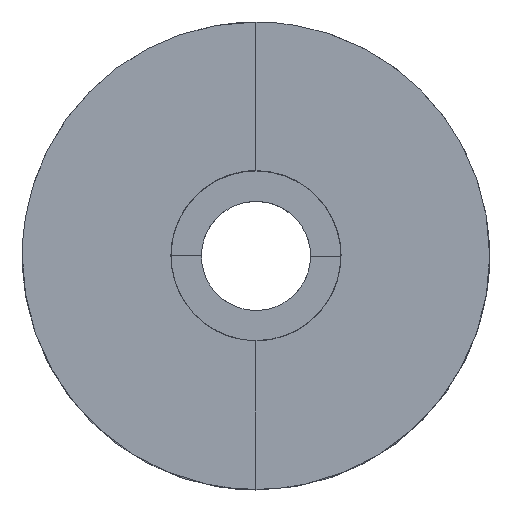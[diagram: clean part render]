
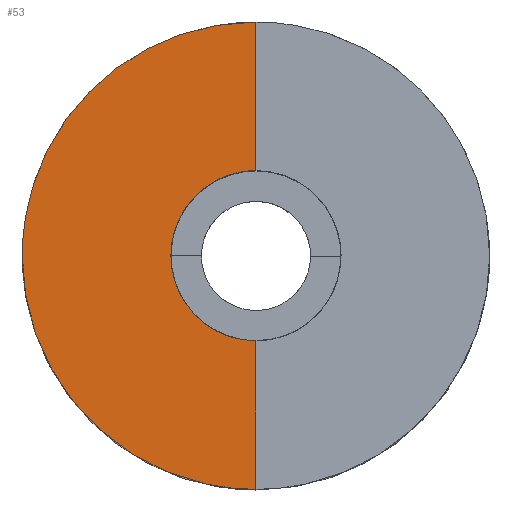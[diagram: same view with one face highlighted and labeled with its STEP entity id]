
A CAD part, top view. The second image highlights one B-rep face of the part: STEP entity #53.
In plain terms, the highlighted free-form (B-spline) face has degree [1, 2] with [2, 5] control points.
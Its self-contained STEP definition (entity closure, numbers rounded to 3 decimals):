
#53=ADVANCED_FACE('',(#75),#826,.T.);
#75=FACE_OUTER_BOUND('',#97,.T.);
#97=EDGE_LOOP('',(#213,#214,#215,#216,#217));
#213=ORIENTED_EDGE('',*,*,#621,.F.);
#214=ORIENTED_EDGE('',*,*,#630,.F.);
#215=ORIENTED_EDGE('',*,*,#603,.F.);
#216=ORIENTED_EDGE('',*,*,#619,.F.);
#217=ORIENTED_EDGE('',*,*,#632,.T.);
#243=(
BOUNDED_CURVE()
B_SPLINE_CURVE(2,(#1311,#1312,#1313),.UNSPECIFIED.,.F.,.F.)
B_SPLINE_CURVE_WITH_KNOTS((3,3),(-242.116,-181.588),
 .UNSPECIFIED.)
CURVE()
GEOMETRIC_REPRESENTATION_ITEM()
RATIONAL_B_SPLINE_CURVE((1.,0.707,1.))
REPRESENTATION_ITEM('')
);
#265=(
BOUNDED_CURVE()
B_SPLINE_CURVE(2,(#1531,#1532,#1533,#1534,#1535),.UNSPECIFIED.,.F.,.F.)
B_SPLINE_CURVE_WITH_KNOTS((3,2,3),(-181.588,-151.322,-121.056),
 .UNSPECIFIED.)
CURVE()
GEOMETRIC_REPRESENTATION_ITEM()
RATIONAL_B_SPLINE_CURVE((1.,0.924,1.,0.924,1.))
REPRESENTATION_ITEM('')
);
#267=(
BOUNDED_CURVE()
B_SPLINE_CURVE(2,(#1585,#1586,#1587,#1588,#1589),.UNSPECIFIED.,.F.,.F.)
B_SPLINE_CURVE_WITH_KNOTS((3,2,3),(-242.116,-181.587,
-121.058),.UNSPECIFIED.)
CURVE()
GEOMETRIC_REPRESENTATION_ITEM()
RATIONAL_B_SPLINE_CURVE((1.,0.707,1.,0.707,1.))
REPRESENTATION_ITEM('')
);
#305=PCURVE('',#811,#425);
#325=PCURVE('',#815,#445);
#328=PCURVE('',#815,#448);
#366=PCURVE('',#822,#486);
#384=PCURVE('',#826,#504);
#385=PCURVE('',#826,#505);
#386=PCURVE('',#826,#506);
#387=PCURVE('',#826,#507);
#388=PCURVE('',#826,#508);
#425=DEFINITIONAL_REPRESENTATION('',(#676),#1597);
#445=DEFINITIONAL_REPRESENTATION('',(#700),#1597);
#448=DEFINITIONAL_REPRESENTATION('',(#704),#1597);
#486=DEFINITIONAL_REPRESENTATION('',(#742),#1597);
#504=DEFINITIONAL_REPRESENTATION('',(#760),#1597);
#505=DEFINITIONAL_REPRESENTATION('',(#761),#1597);
#506=DEFINITIONAL_REPRESENTATION('',(#762),#1597);
#507=DEFINITIONAL_REPRESENTATION('',(#763),#1597);
#508=DEFINITIONAL_REPRESENTATION('',(#764),#1597);
#541=SURFACE_CURVE('',#243,(#305,#386),.PCURVE_S1.);
#557=SURFACE_CURVE('',#699,(#325,#387),.PCURVE_S1.);
#559=SURFACE_CURVE('',#703,(#328,#384),.PCURVE_S1.);
#568=SURFACE_CURVE('',#265,(#366,#385),.PCURVE_S1.);
#570=SURFACE_CURVE('',#267,(#388),.PCURVE_S1.);
#603=EDGE_CURVE('',#785,#777,#541,.T.);
#619=EDGE_CURVE('',#784,#785,#557,.T.);
#621=EDGE_CURVE('',#804,#803,#559,.T.);
#630=EDGE_CURVE('',#777,#804,#568,.T.);
#632=EDGE_CURVE('',#784,#803,#570,.T.);
#676=B_SPLINE_CURVE_WITH_KNOTS('',1,(#1314,#1315),.UNSPECIFIED.,.F.,.F.,
(2,2),(-242.116,-181.588),.UNSPECIFIED.);
#699=B_SPLINE_CURVE_WITH_KNOTS('',1,(#1408,#1409),.UNSPECIFIED.,.F.,.F.,
(2,2),(0.,24.534),.UNSPECIFIED.);
#700=B_SPLINE_CURVE_WITH_KNOTS('',1,(#1410,#1411),.UNSPECIFIED.,.F.,.F.,
(2,2),(0.,24.534),.UNSPECIFIED.);
#703=B_SPLINE_CURVE_WITH_KNOTS('',1,(#1421,#1422),.UNSPECIFIED.,.F.,.F.,
(2,2),(-24.534,0.),.UNSPECIFIED.);
#704=B_SPLINE_CURVE_WITH_KNOTS('',1,(#1423,#1424),.UNSPECIFIED.,.F.,.F.,
(2,2),(-24.534,0.),.UNSPECIFIED.);
#742=B_SPLINE_CURVE_WITH_KNOTS('',1,(#1536,#1537),.UNSPECIFIED.,.F.,.F.,
(2,2),(-181.588,-121.056),.UNSPECIFIED.);
#760=B_SPLINE_CURVE_WITH_KNOTS('',1,(#1577,#1578),.UNSPECIFIED.,.F.,.F.,
(2,2),(-24.534,0.),.UNSPECIFIED.);
#761=B_SPLINE_CURVE_WITH_KNOTS('',1,(#1579,#1580),.UNSPECIFIED.,.F.,.F.,
(2,2),(-181.588,-121.056),.UNSPECIFIED.);
#762=B_SPLINE_CURVE_WITH_KNOTS('',1,(#1581,#1582),.UNSPECIFIED.,.F.,.F.,
(2,2),(-242.116,-181.588),.UNSPECIFIED.);
#763=B_SPLINE_CURVE_WITH_KNOTS('',1,(#1583,#1584),.UNSPECIFIED.,.F.,.F.,
(2,2),(0.,24.534),.UNSPECIFIED.);
#764=B_SPLINE_CURVE_WITH_KNOTS('',1,(#1590,#1591),.UNSPECIFIED.,.F.,.F.,
(2,2),(-242.116,-121.058),.UNSPECIFIED.);
#777=VERTEX_POINT('',#1108);
#784=VERTEX_POINT('',#1115);
#785=VERTEX_POINT('',#1116);
#803=VERTEX_POINT('',#1134);
#804=VERTEX_POINT('',#1135);
#811=(
BOUNDED_SURFACE()
B_SPLINE_SURFACE(2,1,((#916,#917),(#918,#919),(#920,#921),(#922,#923),(#924,
#925)),.UNSPECIFIED.,.F.,.F.,.F.)
B_SPLINE_SURFACE_WITH_KNOTS((3,2,3),(2,2),(0.,25.908,51.816),
(98.169,103.632),.UNSPECIFIED.)
GEOMETRIC_REPRESENTATION_ITEM()
RATIONAL_B_SPLINE_SURFACE(((1.,1.),(0.707,0.707),
(1.,1.),(0.707,0.707),(1.,1.)))
REPRESENTATION_ITEM('')
SURFACE()
);
#815=(
BOUNDED_SURFACE()
B_SPLINE_SURFACE(1,2,((#966,#967,#968,#969,#970),(#971,#972,#973,#974,#975)),
 .UNSPECIFIED.,.F.,.F.,.F.)
B_SPLINE_SURFACE_WITH_KNOTS((2,2),(3,2,3),(0.,24.534),(0.,60.529,
121.058),.UNSPECIFIED.)
GEOMETRIC_REPRESENTATION_ITEM()
RATIONAL_B_SPLINE_SURFACE(((1.,0.707,1.,0.707,1.),
(1.,0.707,1.,0.707,1.)))
REPRESENTATION_ITEM('')
SURFACE()
);
#822=(
BOUNDED_SURFACE()
B_SPLINE_SURFACE(2,1,((#1036,#1037),(#1038,#1039),(#1040,#1041),(#1042,
#1043),(#1044,#1045)),.UNSPECIFIED.,.F.,.F.,.F.)
B_SPLINE_SURFACE_WITH_KNOTS((3,2,3),(2,2),(51.816,77.724,
103.632),(98.169,103.632),.UNSPECIFIED.)
GEOMETRIC_REPRESENTATION_ITEM()
RATIONAL_B_SPLINE_SURFACE(((1.,1.),(0.707,0.707),
(1.,1.),(0.707,0.707),(1.,1.)))
REPRESENTATION_ITEM('')
SURFACE()
);
#826=(
BOUNDED_SURFACE()
B_SPLINE_SURFACE(1,2,((#1086,#1087,#1088,#1089,#1090),(#1091,#1092,#1093,
#1094,#1095)),.UNSPECIFIED.,.F.,.F.,.F.)
B_SPLINE_SURFACE_WITH_KNOTS((2,2),(3,2,3),(0.,24.534),(121.058,
181.587,242.116),.UNSPECIFIED.)
GEOMETRIC_REPRESENTATION_ITEM()
RATIONAL_B_SPLINE_SURFACE(((1.,0.707,1.,0.707,1.),
(1.,0.707,1.,0.707,1.)))
REPRESENTATION_ITEM('')
SURFACE()
);
#916=CARTESIAN_POINT('',(15.904,208.438,17.316));
#917=CARTESIAN_POINT('',(15.904,208.438,30.));
#918=CARTESIAN_POINT('',(15.904,246.966,17.316));
#919=CARTESIAN_POINT('',(15.904,246.966,30.));
#920=CARTESIAN_POINT('',(54.44,246.966,17.316));
#921=CARTESIAN_POINT('',(54.44,246.966,30.));
#922=CARTESIAN_POINT('',(92.976,246.966,17.316));
#923=CARTESIAN_POINT('',(92.976,246.966,30.));
#924=CARTESIAN_POINT('',(92.976,208.438,17.316));
#925=CARTESIAN_POINT('',(92.976,208.438,30.));
#966=CARTESIAN_POINT('',(54.441,222.437,30.));
#967=CARTESIAN_POINT('',(68.441,222.437,30.));
#968=CARTESIAN_POINT('',(68.441,208.437,30.));
#969=CARTESIAN_POINT('',(68.441,194.437,30.));
#970=CARTESIAN_POINT('',(54.441,194.437,30.));
#971=CARTESIAN_POINT('',(54.441,246.971,30.));
#972=CARTESIAN_POINT('',(92.975,246.971,30.));
#973=CARTESIAN_POINT('',(92.975,208.437,30.));
#974=CARTESIAN_POINT('',(92.975,169.903,30.));
#975=CARTESIAN_POINT('',(54.441,169.903,30.));
#1036=CARTESIAN_POINT('',(92.976,208.438,17.316));
#1037=CARTESIAN_POINT('',(92.976,208.438,30.));
#1038=CARTESIAN_POINT('',(92.976,169.91,17.316));
#1039=CARTESIAN_POINT('',(92.976,169.91,30.));
#1040=CARTESIAN_POINT('',(54.44,169.91,17.316));
#1041=CARTESIAN_POINT('',(54.44,169.91,30.));
#1042=CARTESIAN_POINT('',(15.904,169.91,17.316));
#1043=CARTESIAN_POINT('',(15.904,169.91,30.));
#1044=CARTESIAN_POINT('',(15.904,208.438,17.316));
#1045=CARTESIAN_POINT('',(15.904,208.438,30.));
#1086=CARTESIAN_POINT('',(54.441,194.437,30.));
#1087=CARTESIAN_POINT('',(40.441,194.437,30.));
#1088=CARTESIAN_POINT('',(40.441,208.437,30.));
#1089=CARTESIAN_POINT('',(40.441,222.437,30.));
#1090=CARTESIAN_POINT('',(54.441,222.437,30.));
#1091=CARTESIAN_POINT('',(54.441,169.903,30.));
#1092=CARTESIAN_POINT('',(15.907,169.903,30.));
#1093=CARTESIAN_POINT('',(15.907,208.437,30.));
#1094=CARTESIAN_POINT('',(15.907,246.971,30.));
#1095=CARTESIAN_POINT('',(54.441,246.971,30.));
#1108=CARTESIAN_POINT('',(15.904,208.438,30.));
#1115=CARTESIAN_POINT('',(54.441,222.437,30.));
#1116=CARTESIAN_POINT('',(54.441,246.971,30.));
#1134=CARTESIAN_POINT('',(54.441,194.437,30.));
#1135=CARTESIAN_POINT('',(54.441,169.9,30.));
#1311=CARTESIAN_POINT('',(54.441,246.971,30.));
#1312=CARTESIAN_POINT('',(15.907,246.972,30.));
#1313=CARTESIAN_POINT('',(15.904,208.438,30.));
#1314=CARTESIAN_POINT('',(25.908,103.632));
#1315=CARTESIAN_POINT('',(0.,103.632));
#1408=CARTESIAN_POINT('',(54.441,222.437,30.));
#1409=CARTESIAN_POINT('',(54.441,246.971,30.));
#1410=CARTESIAN_POINT('',(0.,0.));
#1411=CARTESIAN_POINT('',(24.534,0.));
#1421=CARTESIAN_POINT('',(54.441,169.903,30.));
#1422=CARTESIAN_POINT('',(54.441,194.437,30.));
#1423=CARTESIAN_POINT('',(24.534,121.058));
#1424=CARTESIAN_POINT('',(0.,121.058));
#1531=CARTESIAN_POINT('',(15.904,208.438,30.));
#1532=CARTESIAN_POINT('',(15.904,192.475,30.));
#1533=CARTESIAN_POINT('',(27.191,181.187,30.));
#1534=CARTESIAN_POINT('',(38.478,169.9,30.));
#1535=CARTESIAN_POINT('',(54.441,169.9,30.));
#1536=CARTESIAN_POINT('',(103.632,103.632));
#1537=CARTESIAN_POINT('',(77.724,103.632));
#1577=CARTESIAN_POINT('',(24.534,121.058));
#1578=CARTESIAN_POINT('',(0.,121.058));
#1579=CARTESIAN_POINT('',(24.534,181.588));
#1580=CARTESIAN_POINT('',(24.534,121.058));
#1581=CARTESIAN_POINT('',(24.534,242.116));
#1582=CARTESIAN_POINT('',(24.534,181.588));
#1583=CARTESIAN_POINT('',(0.,242.116));
#1584=CARTESIAN_POINT('',(24.534,242.116));
#1585=CARTESIAN_POINT('',(54.441,222.437,30.));
#1586=CARTESIAN_POINT('',(40.441,222.437,30.));
#1587=CARTESIAN_POINT('',(40.441,208.437,30.));
#1588=CARTESIAN_POINT('',(40.441,194.437,30.));
#1589=CARTESIAN_POINT('',(54.441,194.437,30.));
#1590=CARTESIAN_POINT('',(0.,242.116));
#1591=CARTESIAN_POINT('',(0.,121.058));
#1597=(
GEOMETRIC_REPRESENTATION_CONTEXT(2)
PARAMETRIC_REPRESENTATION_CONTEXT()
REPRESENTATION_CONTEXT('pspace','')
);
